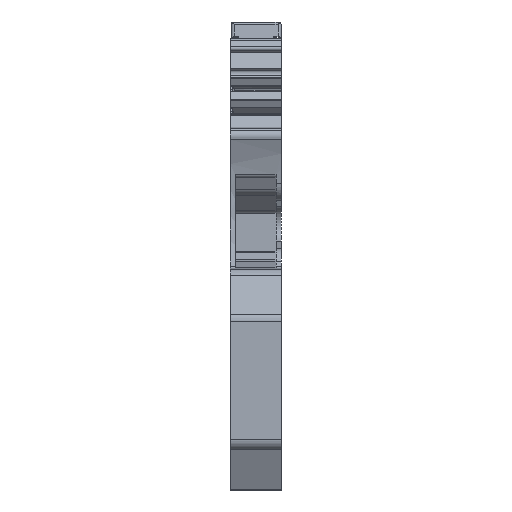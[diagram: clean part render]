
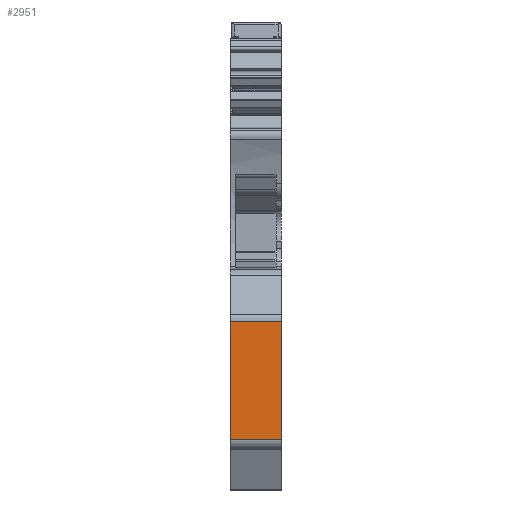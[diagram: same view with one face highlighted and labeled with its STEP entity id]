
A CAD part, front view. The second image highlights one B-rep face of the part: STEP entity #2951.
In plain terms, the highlighted planar face has unit normal (0, -1, 0).
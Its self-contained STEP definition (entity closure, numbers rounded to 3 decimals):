
#2931=AXIS2_PLACEMENT_3D('Plane Axis2P3D',#2928,#2929,#2930) ;
#154=CARTESIAN_POINT('Vertex',(5.03,0.,16.516)) ;
#157=CARTESIAN_POINT('Line Origine',(5.03,0.,10.723)) ;
#161=CARTESIAN_POINT('Vertex',(5.03,0.,4.93)) ;
#2913=CARTESIAN_POINT('Vertex',(0.,0.,16.516)) ;
#2916=CARTESIAN_POINT('Line Origine',(2.515,0.,16.516)) ;
#2928=CARTESIAN_POINT('Axis2P3D Location',(0.,0.,4.93)) ;
#2933=CARTESIAN_POINT('Line Origine',(0.,0.,10.723)) ;
#2937=CARTESIAN_POINT('Vertex',(0.,0.,4.93)) ;
#2940=CARTESIAN_POINT('Line Origine',(2.515,0.,4.93)) ;
#158=DIRECTION('Vector Direction',(0.,0.,1.)) ;
#2917=DIRECTION('Vector Direction',(1.,0.,0.)) ;
#2929=DIRECTION('Axis2P3D Direction',(0.,1.,0.)) ;
#2930=DIRECTION('Axis2P3D XDirection',(0.,0.,1.)) ;
#2934=DIRECTION('Vector Direction',(0.,0.,1.)) ;
#2941=DIRECTION('Vector Direction',(1.,0.,0.)) ;
#159=VECTOR('Line Direction',#158,1.) ;
#2918=VECTOR('Line Direction',#2917,1.) ;
#2935=VECTOR('Line Direction',#2934,1.) ;
#2942=VECTOR('Line Direction',#2941,1.) ;
#2946=ORIENTED_EDGE('',*,*,#2920,.F.) ;
#2947=ORIENTED_EDGE('',*,*,#2939,.T.) ;
#2948=ORIENTED_EDGE('',*,*,#2944,.T.) ;
#2949=ORIENTED_EDGE('',*,*,#163,.F.) ;
#2951=ADVANCED_FACE('KLTR',(#2950),#2932,.F.) ;
#163=EDGE_CURVE('',#155,#162,#160,.F.) ;
#2920=EDGE_CURVE('',#2914,#155,#2919,.T.) ;
#2939=EDGE_CURVE('',#2914,#2938,#2936,.F.) ;
#2944=EDGE_CURVE('',#2938,#162,#2943,.T.) ;
#2945=EDGE_LOOP('',(#2946,#2947,#2948,#2949)) ;
#2950=FACE_OUTER_BOUND('',#2945,.T.) ;
#160=LINE('Line',#157,#159) ;
#2919=LINE('Line',#2916,#2918) ;
#2936=LINE('Line',#2933,#2935) ;
#2943=LINE('Line',#2940,#2942) ;
#2932=PLANE('',#2931) ;
#155=VERTEX_POINT('',#154) ;
#162=VERTEX_POINT('',#161) ;
#2914=VERTEX_POINT('',#2913) ;
#2938=VERTEX_POINT('',#2937) ;
